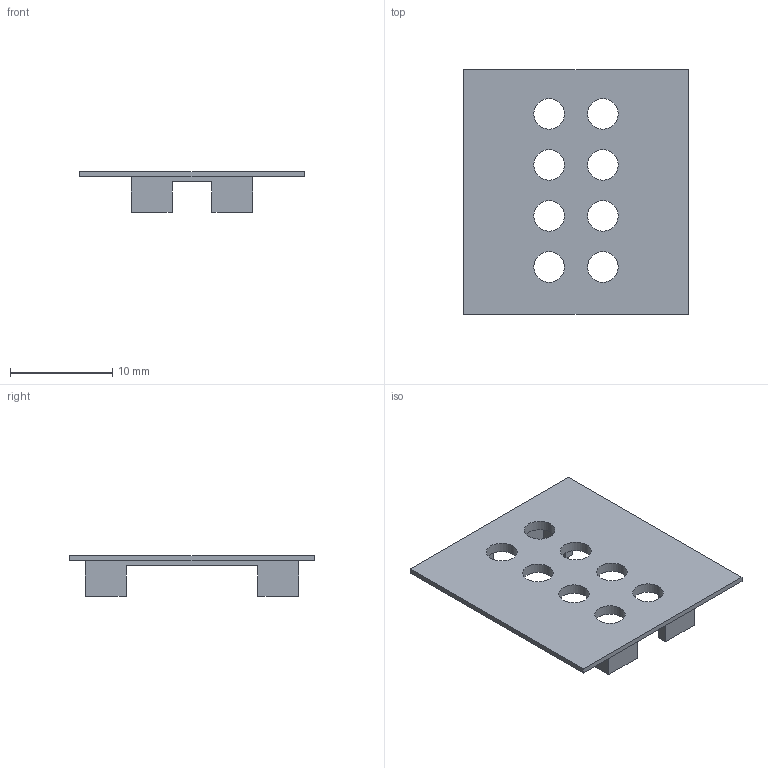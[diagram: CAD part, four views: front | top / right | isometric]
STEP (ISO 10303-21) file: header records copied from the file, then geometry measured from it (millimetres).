
FILE_DESCRIPTION(('FreeCAD Model'),'2;1');
FILE_NAME('tapa-caja-CCS812.step','2020-10-03T12:22:09',('Author'),(''), 'Open CASCADE STEP processor 7.3','FreeCAD','Unknown');
FILE_SCHEMA(('AUTOMOTIVE_DESIGN { 1 0 10303 214 1 1 1 1 }'));
Length unit declared in the file: millimetre
Products named in the file (1): tapa-caja-CCS812-e
Bounding box: 22 x 24 x 4 mm (x, y, z)
Volume: 415.8 mm3; surface area: 1289.1 mm2
Topology: 1 solids, 1 shells, 39 faces, 108 edges, 72 vertices
Faces by surface type: plane 31, cylinder 8
Full cylindrical faces by diameter (mm): 3 x8
Entity records: 2743 total; most frequent: CARTESIAN_POINT 532, DIRECTION 404, LINE 292, VECTOR 292, ORIENTED_EDGE 216, PCURVE 216, DEFINITIONAL_REPRESENTATION 216, EDGE_CURVE 108
